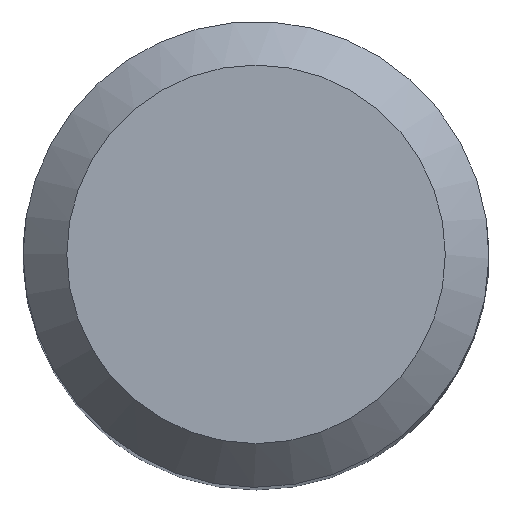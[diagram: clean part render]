
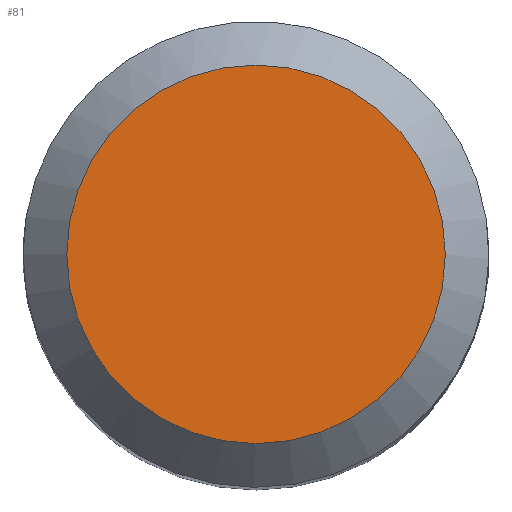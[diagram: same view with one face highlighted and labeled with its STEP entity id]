
A CAD part, top view. The second image highlights one B-rep face of the part: STEP entity #81.
In plain terms, the highlighted planar face has unit normal (0, 0, 1).
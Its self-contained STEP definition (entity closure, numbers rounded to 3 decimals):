
#40=PLANE('',#608);
#81=ADVANCED_FACE('',(#122),#40,.F.);
#122=FACE_OUTER_BOUND('',#157,.T.);
#157=EDGE_LOOP('',(#325));
#215=CIRCLE('',#603,6.5);
#325=ORIENTED_EDGE('',*,*,#473,.F.);
#413=VERTEX_POINT('',#1031);
#473=EDGE_CURVE('',#413,#413,#215,.T.);
#603=AXIS2_PLACEMENT_3D('',#1030,#723,#724);
#608=AXIS2_PLACEMENT_3D('',#1088,#735,#736);
#723=DIRECTION('',(0.,0.,-1.));
#724=DIRECTION('',(-1.,0.,0.));
#735=DIRECTION('',(0.,0.,-1.));
#736=DIRECTION('',(1.,0.,0.));
#1030=CARTESIAN_POINT('',(0.,0.,0.));
#1031=CARTESIAN_POINT('',(-6.5,0.,0.));
#1088=CARTESIAN_POINT('',(0.,6.5,0.));
